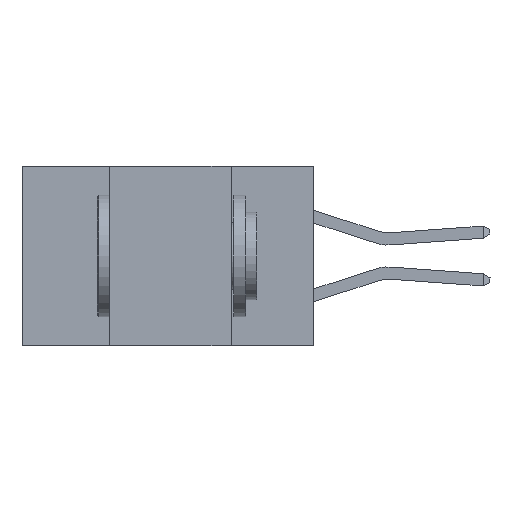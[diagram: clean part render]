
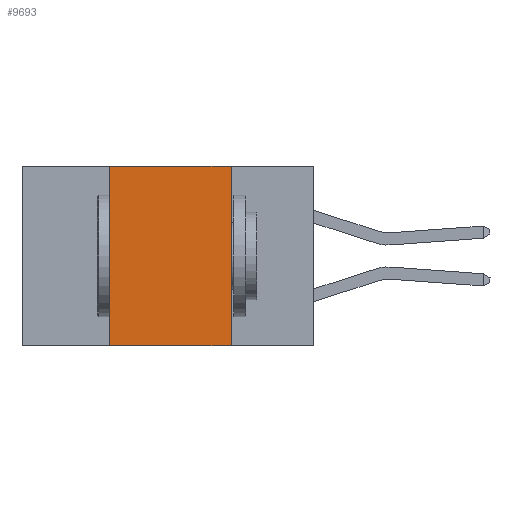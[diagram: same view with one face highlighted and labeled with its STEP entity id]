
A CAD part, left-side view. The second image highlights one B-rep face of the part: STEP entity #9693.
In plain terms, the highlighted planar face has unit normal (-1, 0, 0).
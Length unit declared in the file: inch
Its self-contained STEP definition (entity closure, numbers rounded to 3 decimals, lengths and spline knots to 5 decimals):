
#463 = VERTEX_POINT ( 'NONE', #9097 ) ;
#520 = VECTOR ( 'NONE', #8346, 39.37008 ) ;
#622 = CARTESIAN_POINT ( 'NONE',  ( 0., 0.17, -0.37 ) ) ;
#881 = CARTESIAN_POINT ( 'NONE',  ( 0., 0.6, -0.37 ) ) ;
#1576 = DIRECTION ( 'NONE',  ( 0., -1., 0. ) ) ;
#1652 = CARTESIAN_POINT ( 'NONE',  ( 0., 0.6, 0. ) ) ;
#2067 = CARTESIAN_POINT ( 'NONE',  ( 0., 0.17, 0. ) ) ;
#2279 = LINE ( 'NONE', #2707, #520 ) ;
#2489 = VERTEX_POINT ( 'NONE', #3873 ) ;
#2707 = CARTESIAN_POINT ( 'NONE',  ( 0., 0.17, 0. ) ) ;
#3873 = CARTESIAN_POINT ( 'NONE',  ( 0., 0.42, -0.37 ) ) ;
#4011 = AXIS2_PLACEMENT_3D ( 'NONE', #4102, #8989, #4821 ) ;
#4102 = CARTESIAN_POINT ( 'NONE',  ( 0., 0.6, 0. ) ) ;
#4201 = DIRECTION ( 'NONE',  ( 0., 0., 1. ) ) ;
#4354 = LINE ( 'NONE', #881, #7837 ) ;
#4616 = ORIENTED_EDGE ( 'NONE', *, *, #8513, .F. ) ;
#4798 = LINE ( 'NONE', #1652, #8249 ) ;
#4821 = DIRECTION ( 'NONE',  ( 0., 0., -1. ) ) ;
#4841 = DIRECTION ( 'NONE',  ( 0., -1., 0. ) ) ;
#4977 = FACE_OUTER_BOUND ( 'NONE', #7639, .T. ) ;
#5672 = VERTEX_POINT ( 'NONE', #2067 ) ;
#5720 = VECTOR ( 'NONE', #4201, 39.37008 ) ;
#5983 = VERTEX_POINT ( 'NONE', #622 ) ;
#6342 = ORIENTED_EDGE ( 'NONE', *, *, #6614, .F. ) ;
#6614 = EDGE_CURVE ( 'NONE', #463, #5672, #4798, .T. ) ;
#6661 = EDGE_CURVE ( 'NONE', #2489, #5983, #4354, .T. ) ;
#7327 = LINE ( 'NONE', #9092, #5720 ) ;
#7639 = EDGE_LOOP ( 'NONE', ( #9550, #6342, #4616, #8284 ) ) ;
#7837 = VECTOR ( 'NONE', #4841, 39.37008 ) ;
#8249 = VECTOR ( 'NONE', #1576, 39.37008 ) ;
#8257 = PLANE ( 'NONE',  #4011 ) ;
#8284 = ORIENTED_EDGE ( 'NONE', *, *, #6661, .T. ) ;
#8346 = DIRECTION ( 'NONE',  ( 0., 0., -1. ) ) ;
#8513 = EDGE_CURVE ( 'NONE', #2489, #463, #7327, .T. ) ;
#8989 = DIRECTION ( 'NONE',  ( 1., 0., 0. ) ) ;
#9092 = CARTESIAN_POINT ( 'NONE',  ( 0., 0.42, 0. ) ) ;
#9097 = CARTESIAN_POINT ( 'NONE',  ( 0., 0.42, 0. ) ) ;
#9550 = ORIENTED_EDGE ( 'NONE', *, *, #9763, .F. ) ;
#9693 = ADVANCED_FACE ( 'NONE', ( #4977 ), #8257, .F. ) ;
#9763 = EDGE_CURVE ( 'NONE', #5672, #5983, #2279, .T. ) ;
